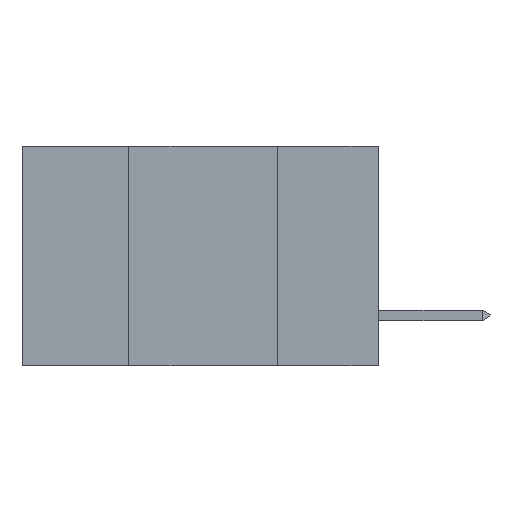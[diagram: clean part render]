
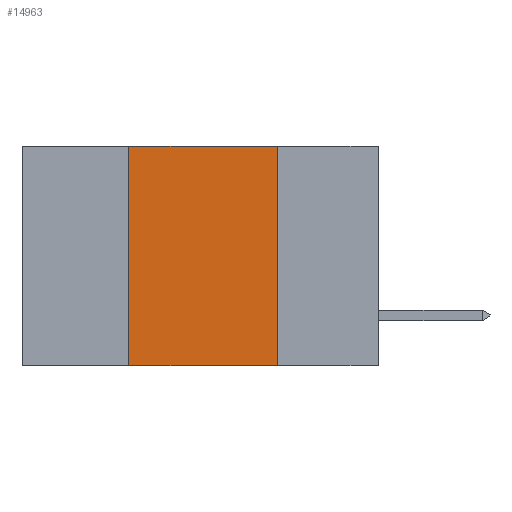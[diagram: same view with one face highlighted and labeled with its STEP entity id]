
A CAD part, left-side view. The second image highlights one B-rep face of the part: STEP entity #14963.
In plain terms, the highlighted planar face has unit normal (-1, 0, 0).
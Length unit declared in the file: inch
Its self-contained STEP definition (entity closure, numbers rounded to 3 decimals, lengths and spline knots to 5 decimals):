
#630 = DIRECTION ( 'NONE',  ( 1., 0., 0. ) ) ;
#1049 = VERTEX_POINT ( 'NONE', #23573 ) ;
#1074 = CARTESIAN_POINT ( 'NONE',  ( 0., 0.17, 0. ) ) ;
#2738 = FACE_OUTER_BOUND ( 'NONE', #28553, .T. ) ;
#2886 = ORIENTED_EDGE ( 'NONE', *, *, #22644, .F. ) ;
#2901 = VECTOR ( 'NONE', #28334, 39.37008 ) ;
#3273 = ORIENTED_EDGE ( 'NONE', *, *, #31649, .F. ) ;
#3463 = DIRECTION ( 'NONE',  ( 0., 0., 1. ) ) ;
#8236 = VECTOR ( 'NONE', #17168, 39.37008 ) ;
#9442 = VECTOR ( 'NONE', #15889, 39.37008 ) ;
#10790 = EDGE_CURVE ( 'NONE', #12267, #1049, #12244, .T. ) ;
#12244 = LINE ( 'NONE', #30535, #2901 ) ;
#12267 = VERTEX_POINT ( 'NONE', #18654 ) ;
#14963 = ADVANCED_FACE ( 'NONE', ( #2738 ), #27566, .F. ) ;
#15556 = CARTESIAN_POINT ( 'NONE',  ( 0., 0.6, 0. ) ) ;
#15844 = VERTEX_POINT ( 'NONE', #30559 ) ;
#15889 = DIRECTION ( 'NONE',  ( 0., 0., -1. ) ) ;
#16073 = LINE ( 'NONE', #1074, #9442 ) ;
#17135 = VECTOR ( 'NONE', #3463, 39.37008 ) ;
#17168 = DIRECTION ( 'NONE',  ( 0., -1., 0. ) ) ;
#17679 = CARTESIAN_POINT ( 'NONE',  ( 0., 0.17, 0. ) ) ;
#18654 = CARTESIAN_POINT ( 'NONE',  ( 0., 0.42, -0.37 ) ) ;
#20205 = ORIENTED_EDGE ( 'NONE', *, *, #10790, .T. ) ;
#20211 = AXIS2_PLACEMENT_3D ( 'NONE', #15556, #630, #22530 ) ;
#21418 = EDGE_CURVE ( 'NONE', #12267, #15844, #23648, .T. ) ;
#22158 = LINE ( 'NONE', #22197, #8236 ) ;
#22197 = CARTESIAN_POINT ( 'NONE',  ( 0., 0.6, 0. ) ) ;
#22530 = DIRECTION ( 'NONE',  ( 0., 0., -1. ) ) ;
#22644 = EDGE_CURVE ( 'NONE', #15844, #22707, #22158, .T. ) ;
#22707 = VERTEX_POINT ( 'NONE', #17679 ) ;
#23573 = CARTESIAN_POINT ( 'NONE',  ( 0., 0.17, -0.37 ) ) ;
#23648 = LINE ( 'NONE', #27232, #17135 ) ;
#27232 = CARTESIAN_POINT ( 'NONE',  ( 0., 0.42, 0. ) ) ;
#27566 = PLANE ( 'NONE',  #20211 ) ;
#28334 = DIRECTION ( 'NONE',  ( 0., -1., 0. ) ) ;
#28553 = EDGE_LOOP ( 'NONE', ( #3273, #2886, #29130, #20205 ) ) ;
#29130 = ORIENTED_EDGE ( 'NONE', *, *, #21418, .F. ) ;
#30535 = CARTESIAN_POINT ( 'NONE',  ( 0., 0.6, -0.37 ) ) ;
#30559 = CARTESIAN_POINT ( 'NONE',  ( 0., 0.42, 0. ) ) ;
#31649 = EDGE_CURVE ( 'NONE', #22707, #1049, #16073, .T. ) ;
